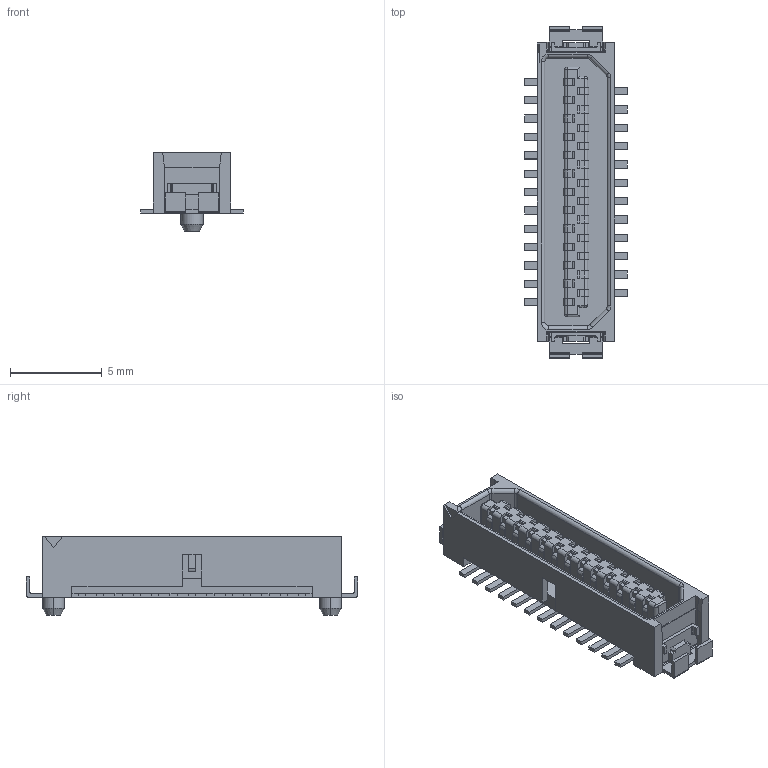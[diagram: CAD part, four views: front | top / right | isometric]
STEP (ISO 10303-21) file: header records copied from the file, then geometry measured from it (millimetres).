
FILE_DESCRIPTION(('OneSpaceDesigner STEP Export'),'2;1');
FILE_NAME('DF9-25P-1V.stp','2008-03-25T16:23:31',(''),(''),'OneSpace Designer STEP processor for AP203 (Solid Model)','OneSpace Designer 13.00 26-Oct-2004 (C) CoCreate Software GmbH','');
FILE_SCHEMA(('CONFIG_CONTROL_DESIGN'));
Length unit declared in the file: millimetre
Products named in the file (2): p1; DF9-25P-1V.stp
Assembly tree (1 placements, depth 2):
  DF9-25P-1V.stp
    p1
Bounding box: 5.6 x 18.1 x 4.3 mm (x, y, z)
Volume: 141 mm3; surface area: 512.6 mm2
Topology: 1 solids, 1 shells, 894 faces, 2453 edges, 1578 vertices
Faces by surface type: plane 608, cylinder 272, torus 6, cone 4, bspline 4
Entity records: 26349 total; most frequent: ORIENTED_EDGE 4898, CARTESIAN_POINT 4833, DIRECTION 3921, EDGE_CURVE 2449, VECTOR 1781, LINE 1781, VERTEX_POINT 1578, AXIS2_PLACEMENT_3D 1070
